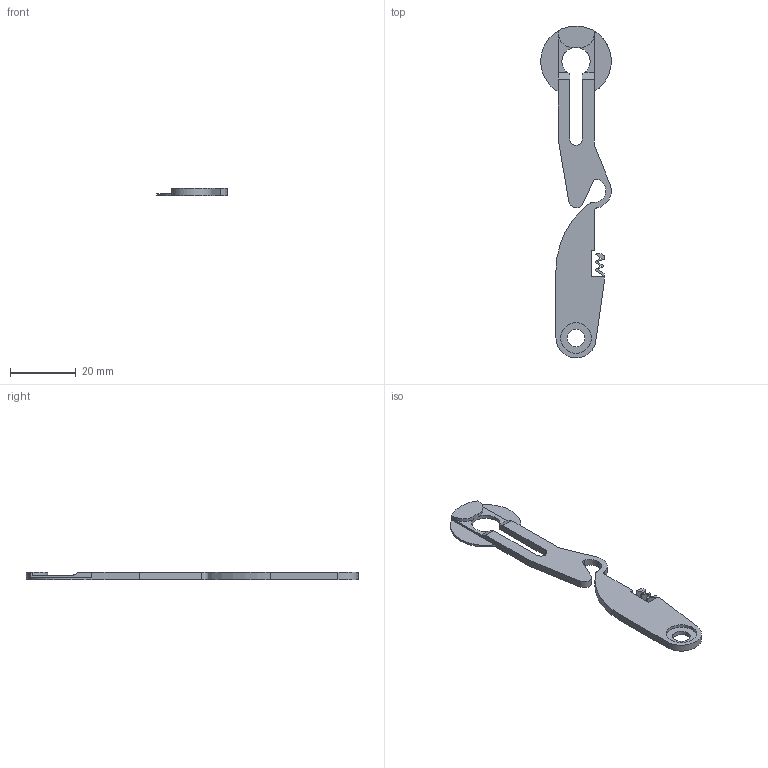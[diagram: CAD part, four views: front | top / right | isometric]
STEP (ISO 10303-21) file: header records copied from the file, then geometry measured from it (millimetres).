
FILE_DESCRIPTION (( 'STEP AP203' ), '1' );
FILE_NAME ('Sicherung Touch.step', '2017-06-22T15:56:21', ( '' ), ( '' ), 'SwSTEP 2.0', 'SolidWorks 2016', '' );
FILE_SCHEMA (( 'CONFIG_CONTROL_DESIGN' ));
Length unit declared in the file: millimetre
Products named in the file (1): Sicherung Touch
Bounding box: 21.5 x 100.98 x 2.2 mm (x, y, z)
Surface area: 2938.8 mm2 (no closed solid volume)
Topology: 0 solids, 2 shells, 78 faces, 221 edges, 147 vertices
Faces by surface type: plane 44, cylinder 34
Entity records: 2632 total; most frequent: CARTESIAN_POINT 453, DIRECTION 450, ORIENTED_EDGE 442, EDGE_CURVE 221, AXIS2_PLACEMENT_3D 152, VERTEX_POINT 147, LINE 146, VECTOR 146
